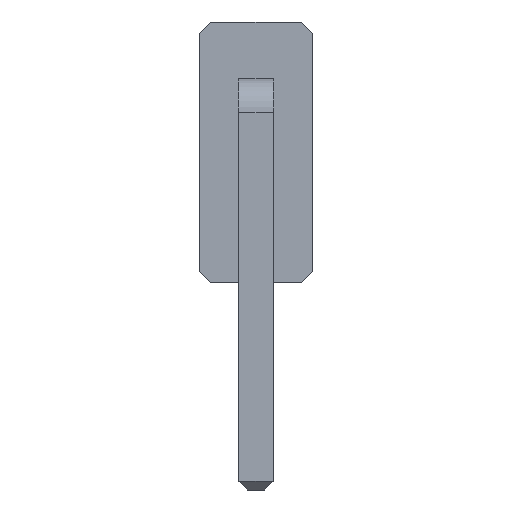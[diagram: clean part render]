
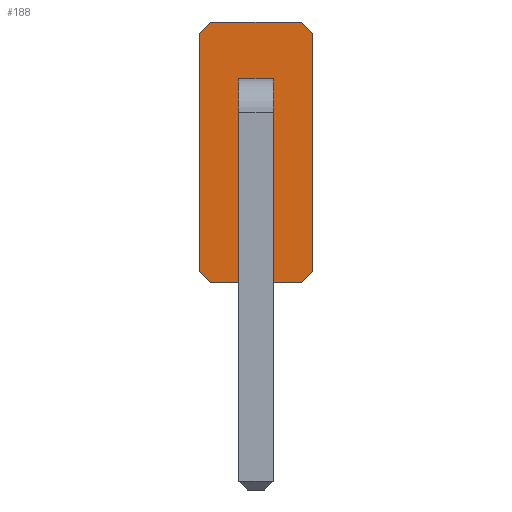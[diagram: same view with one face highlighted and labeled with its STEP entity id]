
A CAD part, left-side view. The second image highlights one B-rep face of the part: STEP entity #188.
In plain terms, the highlighted planar face has unit normal (-1, 0, 0).
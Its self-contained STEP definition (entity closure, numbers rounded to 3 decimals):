
#13=DIRECTION('',(0.,0.,1.));
#22=VERTEX_POINT('',#23);
#23=CARTESIAN_POINT('',(1.9,0.5,0.1));
#34=VECTOR('',#35,1.);
#35=DIRECTION('',(0.,-0.707,-0.707));
#38=VERTEX_POINT('',#39);
#39=CARTESIAN_POINT('',(1.9,0.4,0.));
#42=EDGE_CURVE('',#22,#38,#43,.T.);
#43=LINE('',#23,#34);
#46=DIRECTION('',(0.,0.707,-0.707));
#56=VECTOR('',#57,1.);
#57=DIRECTION('',(0.,-1.,0.));
#60=VERTEX_POINT('',#61);
#61=CARTESIAN_POINT('',(1.9,-0.4,0.));
#64=EDGE_CURVE('',#38,#60,#65,.T.);
#65=LINE('',#39,#56);
#78=VECTOR('',#79,1.);
#79=DIRECTION('',(0.,-0.707,0.707));
#82=VERTEX_POINT('',#83);
#83=CARTESIAN_POINT('',(1.9,-0.5,0.1));
#86=EDGE_CURVE('',#60,#82,#87,.T.);
#87=LINE('',#61,#78);
#100=VECTOR('',#13,1.);
#103=VERTEX_POINT('',#104);
#104=CARTESIAN_POINT('',(1.9,-0.5,2.2));
#107=EDGE_CURVE('',#82,#103,#108,.T.);
#108=LINE('',#83,#100);
#120=VECTOR('',#121,1.);
#121=DIRECTION('',(0.,0.707,0.707));
#124=VERTEX_POINT('',#125);
#125=CARTESIAN_POINT('',(1.9,-0.4,2.3));
#128=EDGE_CURVE('',#103,#124,#129,.T.);
#129=LINE('',#104,#120);
#141=VECTOR('',#142,1.);
#142=DIRECTION('',(0.,1.,0.));
#145=VERTEX_POINT('',#146);
#146=CARTESIAN_POINT('',(1.9,0.4,2.3));
#149=EDGE_CURVE('',#124,#145,#150,.T.);
#150=LINE('',#125,#141);
#162=VECTOR('',#46,1.);
#165=VERTEX_POINT('',#166);
#166=CARTESIAN_POINT('',(1.9,0.5,2.2));
#169=EDGE_CURVE('',#145,#165,#170,.T.);
#170=LINE('',#146,#162);
#180=VECTOR('',#181,1.);
#181=DIRECTION('',(0.,0.,-1.));
#184=EDGE_CURVE('',#165,#22,#185,.T.);
#185=LINE('',#166,#180);
#188=ADVANCED_FACE('',(#189),#199,.T.);
#189=FACE_BOUND('',#190,.T.);
#190=EDGE_LOOP('',(#191,#192,#193,#194,#195,#196,#197,#198));
#191=ORIENTED_EDGE('',*,*,#42,.T.);
#192=ORIENTED_EDGE('',*,*,#64,.T.);
#193=ORIENTED_EDGE('',*,*,#86,.T.);
#194=ORIENTED_EDGE('',*,*,#107,.T.);
#195=ORIENTED_EDGE('',*,*,#128,.T.);
#196=ORIENTED_EDGE('',*,*,#149,.T.);
#197=ORIENTED_EDGE('',*,*,#169,.T.);
#198=ORIENTED_EDGE('',*,*,#184,.T.);
#199=PLANE('',#200);
#200=AXIS2_PLACEMENT_3D('',#201,#202,#181);
#201=CARTESIAN_POINT('',(1.9,0.,1.15));
#202=DIRECTION('',(-1.,-0.,-0.));
